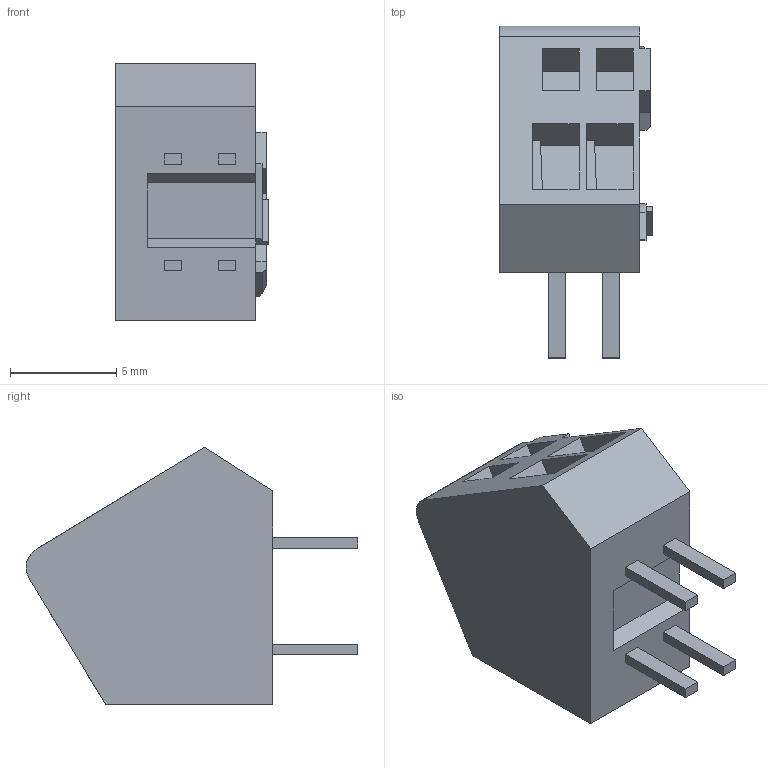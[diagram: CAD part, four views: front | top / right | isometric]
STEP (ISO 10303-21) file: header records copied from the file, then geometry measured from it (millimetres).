
FILE_DESCRIPTION((''),'2;1');
FILE_NAME('C-2834085-1','2017-02-20T',('workeradm'),('Tyco Electronics Ltd.'),'CREO PARAMETRIC BY PTC INC, 2016050','CREO PARAMETRIC BY PTC INC, 2016050','');
FILE_SCHEMA(('AUTOMOTIVE_DESIGN { 1 0 10303 214 1 1 1 1 }'));
Length unit declared in the file: millimetre
Products named in the file (1): C-2834085-1
Bounding box: 7.18 x 15.59 x 12.1 mm (x, y, z)
Volume: 620.2 mm3; surface area: 640.1 mm2
Topology: 1 solids, 1 shells, 119 faces, 307 edges, 201 vertices
Faces by surface type: plane 117, cylinder 2
Entity records: 3581 total; most frequent: CARTESIAN_POINT 629, ORIENTED_EDGE 614, DIRECTION 549, EDGE_CURVE 307, VECTOR 303, LINE 303, VERTEX_POINT 201, EDGE_LOOP 130
